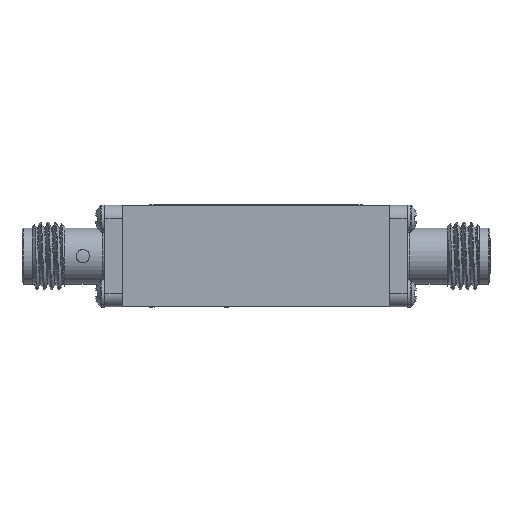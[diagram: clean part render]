
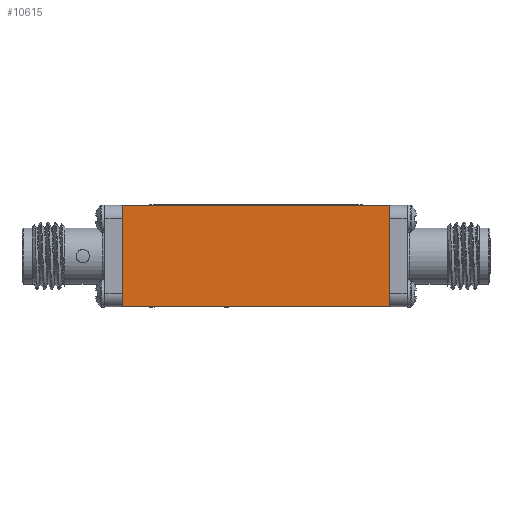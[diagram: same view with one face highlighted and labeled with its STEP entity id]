
A CAD part, front view. The second image highlights one B-rep face of the part: STEP entity #10615.
In plain terms, the highlighted planar face has unit normal (0, -1, 0).
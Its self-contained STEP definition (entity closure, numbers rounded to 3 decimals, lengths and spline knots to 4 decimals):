
#673 = FACE_OUTER_BOUND ( 'NONE', #12794, .T. ) ;
#720 = CARTESIAN_POINT ( 'NONE',  ( -0.5, -0.25, 0.19 ) ) ;
#965 = AXIS2_PLACEMENT_3D ( 'NONE', #16593, #32558, #50422 ) ;
#4418 = VERTEX_POINT ( 'NONE', #11528 ) ;
#5104 = ORIENTED_EDGE ( 'NONE', *, *, #43397, .F. ) ;
#6382 = VERTEX_POINT ( 'NONE', #51527 ) ;
#8520 = DIRECTION ( 'NONE',  ( 1., 0., 0. ) ) ;
#10615 = ADVANCED_FACE ( 'NONE', ( #673 ), #13616, .F. ) ;
#11354 = ORIENTED_EDGE ( 'NONE', *, *, #38113, .T. ) ;
#11528 = CARTESIAN_POINT ( 'NONE',  ( -0.5, -0.25, 0.19 ) ) ;
#12794 = EDGE_LOOP ( 'NONE', ( #43048, #5104, #28959, #11354 ) ) ;
#13616 = PLANE ( 'NONE',  #965 ) ;
#16443 = VECTOR ( 'NONE', #17815, 39.3701 ) ;
#16593 = CARTESIAN_POINT ( 'NONE',  ( -0.5, -0.25, 0.19 ) ) ;
#17126 = CARTESIAN_POINT ( 'NONE',  ( 0.5, -0.25, 0.19 ) ) ;
#17815 = DIRECTION ( 'NONE',  ( 0., 0., -1. ) ) ;
#20655 = VECTOR ( 'NONE', #48986, 39.3701 ) ;
#23380 = EDGE_CURVE ( 'NONE', #4418, #31236, #47457, .T. ) ;
#26675 = VERTEX_POINT ( 'NONE', #33104 ) ;
#28813 = VECTOR ( 'NONE', #43551, 39.3701 ) ;
#28959 = ORIENTED_EDGE ( 'NONE', *, *, #23380, .F. ) ;
#29608 = CARTESIAN_POINT ( 'NONE',  ( -0.5, -0.25, 0.19 ) ) ;
#31236 = VERTEX_POINT ( 'NONE', #40761 ) ;
#32558 = DIRECTION ( 'NONE',  ( 0., 1., 0. ) ) ;
#33104 = CARTESIAN_POINT ( 'NONE',  ( -0.5, -0.25, -0.19 ) ) ;
#36742 = CARTESIAN_POINT ( 'NONE',  ( -0.5, -0.25, -0.19 ) ) ;
#38113 = EDGE_CURVE ( 'NONE', #4418, #26675, #45764, .T. ) ;
#40761 = CARTESIAN_POINT ( 'NONE',  ( 0.5, -0.25, 0.19 ) ) ;
#43048 = ORIENTED_EDGE ( 'NONE', *, *, #47759, .T. ) ;
#43397 = EDGE_CURVE ( 'NONE', #31236, #6382, #45317, .T. ) ;
#43551 = DIRECTION ( 'NONE',  ( 1., 0., 0. ) ) ;
#45317 = LINE ( 'NONE', #17126, #20655 ) ;
#45764 = LINE ( 'NONE', #29608, #16443 ) ;
#47457 = LINE ( 'NONE', #720, #28813 ) ;
#47759 = EDGE_CURVE ( 'NONE', #26675, #6382, #49230, .T. ) ;
#48986 = DIRECTION ( 'NONE',  ( 0., 0., -1. ) ) ;
#49230 = LINE ( 'NONE', #36742, #49979 ) ;
#49979 = VECTOR ( 'NONE', #8520, 39.3701 ) ;
#50422 = DIRECTION ( 'NONE',  ( 1., 0., 0. ) ) ;
#51527 = CARTESIAN_POINT ( 'NONE',  ( 0.5, -0.25, -0.19 ) ) ;
